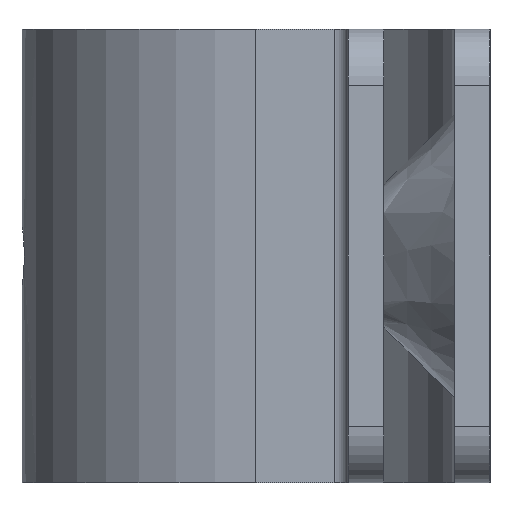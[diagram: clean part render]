
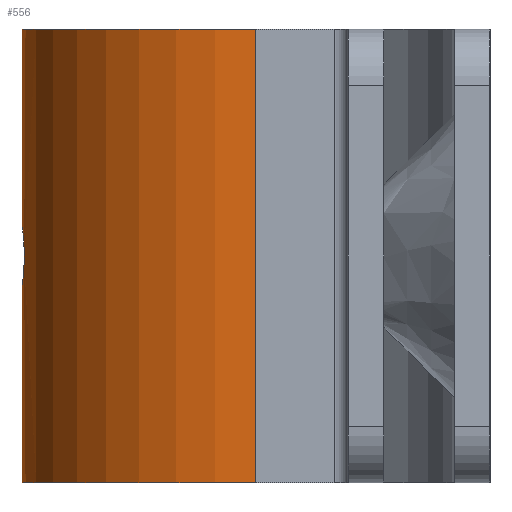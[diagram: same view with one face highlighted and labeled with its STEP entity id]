
A CAD part, left-side view. The second image highlights one B-rep face of the part: STEP entity #556.
In plain terms, the highlighted cylindrical face has radius 16.5 mm (diameter 33 mm), a partial arc.
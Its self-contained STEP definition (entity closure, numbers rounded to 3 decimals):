
#23=FACE_BOUND('',#125,.T.);
#49=CIRCLE('',#599,16.5);
#56=CIRCLE('',#609,16.5);
#89=FACE_OUTER_BOUND('',#124,.T.);
#124=EDGE_LOOP('',(#509,#510,#511,#512));
#125=EDGE_LOOP('',(#513,#514,#515));
#162=LINE('',#1190,#207);
#170=LINE('',#1209,#215);
#207=VECTOR('',#744,10.);
#215=VECTOR('',#774,10.);
#216=B_SPLINE_CURVE_WITH_KNOTS('',3,(#781,#782,#783,#784,#785,#786,#787,
#788,#789,#790),.UNSPECIFIED.,.F.,.F.,(4,2,2,2,4),(0.339,0.424,
0.509,0.594,0.679),.UNSPECIFIED.);
#217=B_SPLINE_CURVE_WITH_KNOTS('',3,(#792,#793,#794,#795,#796,#797,#798,
#799,#800,#801,#802,#803,#804,#805,#806,#807,#808,#809,#810),
 .UNSPECIFIED.,.F.,.F.,(4,2,2,2,3,2,2,2,4),(1.018,1.103,
1.188,1.273,1.358,1.443,1.528,
1.612,1.697),.UNSPECIFIED.);
#218=B_SPLINE_CURVE_WITH_KNOTS('',3,(#811,#812,#813,#814,#815,#816,#817,
#818,#819,#820),.UNSPECIFIED.,.F.,.F.,(4,2,2,2,4),(0.679,0.764,
0.849,0.934,1.018),.UNSPECIFIED.);
#226=VERTEX_POINT('',#779);
#227=VERTEX_POINT('',#780);
#228=VERTEX_POINT('',#791);
#253=VERTEX_POINT('',#1126);
#254=VERTEX_POINT('',#1128);
#272=VERTEX_POINT('',#1170);
#273=VERTEX_POINT('',#1172);
#279=EDGE_CURVE('',#226,#227,#216,.T.);
#280=EDGE_CURVE('',#228,#226,#217,.T.);
#281=EDGE_CURVE('',#227,#228,#218,.T.);
#316=EDGE_CURVE('',#253,#254,#49,.T.);
#338=EDGE_CURVE('',#272,#273,#56,.T.);
#347=EDGE_CURVE('',#272,#254,#162,.T.);
#357=EDGE_CURVE('',#273,#253,#170,.T.);
#509=ORIENTED_EDGE('',*,*,#357,.F.);
#510=ORIENTED_EDGE('',*,*,#338,.F.);
#511=ORIENTED_EDGE('',*,*,#347,.T.);
#512=ORIENTED_EDGE('',*,*,#316,.F.);
#513=ORIENTED_EDGE('',*,*,#279,.T.);
#514=ORIENTED_EDGE('',*,*,#281,.T.);
#515=ORIENTED_EDGE('',*,*,#280,.T.);
#528=CYLINDRICAL_SURFACE('',#627,16.5);
#556=ADVANCED_FACE('',(#89,#23),#528,.T.);
#599=AXIS2_PLACEMENT_3D('',#1129,#690,#691);
#609=AXIS2_PLACEMENT_3D('',#1173,#725,#726);
#627=AXIS2_PLACEMENT_3D('',#1210,#775,#776);
#690=DIRECTION('center_axis',(0.,0.,-1.));
#691=DIRECTION('ref_axis',(0.,1.,0.));
#725=DIRECTION('center_axis',(0.,0.,1.));
#726=DIRECTION('ref_axis',(0.,1.,0.));
#744=DIRECTION('',(0.,0.,-1.));
#774=DIRECTION('',(0.,0.,-1.));
#775=DIRECTION('center_axis',(0.,0.,1.));
#776=DIRECTION('ref_axis',(0.,1.,0.));
#779=CARTESIAN_POINT('',(-16.5,33.,2.25));
#780=CARTESIAN_POINT('',(-18.75,32.846,0.));
#781=CARTESIAN_POINT('Ctrl Pts',(-16.5,33.,2.25));
#782=CARTESIAN_POINT('Ctrl Pts',(-16.783,33.,2.25));
#783=CARTESIAN_POINT('Ctrl Pts',(-17.084,32.992,2.193));
#784=CARTESIAN_POINT('Ctrl Pts',(-17.639,32.963,1.964));
#785=CARTESIAN_POINT('Ctrl Pts',(-17.891,32.942,1.791));
#786=CARTESIAN_POINT('Ctrl Pts',(-18.291,32.904,1.391));
#787=CARTESIAN_POINT('Ctrl Pts',(-18.464,32.883,1.139));
#788=CARTESIAN_POINT('Ctrl Pts',(-18.693,32.854,0.584));
#789=CARTESIAN_POINT('Ctrl Pts',(-18.75,32.846,0.283));
#790=CARTESIAN_POINT('Ctrl Pts',(-18.75,32.846,0.));
#791=CARTESIAN_POINT('',(-16.5,33.,-2.25));
#792=CARTESIAN_POINT('Ctrl Pts',(-16.5,33.,-2.25));
#793=CARTESIAN_POINT('Ctrl Pts',(-16.217,33.,-2.25));
#794=CARTESIAN_POINT('Ctrl Pts',(-15.916,32.992,-2.193));
#795=CARTESIAN_POINT('Ctrl Pts',(-15.361,32.963,-1.964));
#796=CARTESIAN_POINT('Ctrl Pts',(-15.109,32.942,-1.791));
#797=CARTESIAN_POINT('Ctrl Pts',(-14.709,32.904,-1.391));
#798=CARTESIAN_POINT('Ctrl Pts',(-14.536,32.883,-1.139));
#799=CARTESIAN_POINT('Ctrl Pts',(-14.307,32.854,-0.584));
#800=CARTESIAN_POINT('Ctrl Pts',(-14.25,32.846,-0.283));
#801=CARTESIAN_POINT('Ctrl Pts',(-14.25,32.846,0.));
#802=CARTESIAN_POINT('Ctrl Pts',(-14.25,32.846,0.283));
#803=CARTESIAN_POINT('Ctrl Pts',(-14.307,32.854,0.584));
#804=CARTESIAN_POINT('Ctrl Pts',(-14.536,32.883,1.139));
#805=CARTESIAN_POINT('Ctrl Pts',(-14.709,32.904,1.391));
#806=CARTESIAN_POINT('Ctrl Pts',(-15.109,32.942,1.791));
#807=CARTESIAN_POINT('Ctrl Pts',(-15.361,32.963,1.964));
#808=CARTESIAN_POINT('Ctrl Pts',(-15.916,32.992,2.193));
#809=CARTESIAN_POINT('Ctrl Pts',(-16.217,33.,2.25));
#810=CARTESIAN_POINT('Ctrl Pts',(-16.5,33.,2.25));
#811=CARTESIAN_POINT('Ctrl Pts',(-18.75,32.846,0.));
#812=CARTESIAN_POINT('Ctrl Pts',(-18.75,32.846,-0.283));
#813=CARTESIAN_POINT('Ctrl Pts',(-18.693,32.854,-0.584));
#814=CARTESIAN_POINT('Ctrl Pts',(-18.464,32.883,-1.139));
#815=CARTESIAN_POINT('Ctrl Pts',(-18.291,32.904,-1.391));
#816=CARTESIAN_POINT('Ctrl Pts',(-17.891,32.942,-1.791));
#817=CARTESIAN_POINT('Ctrl Pts',(-17.639,32.963,-1.964));
#818=CARTESIAN_POINT('Ctrl Pts',(-17.084,32.992,-2.193));
#819=CARTESIAN_POINT('Ctrl Pts',(-16.783,33.,-2.25));
#820=CARTESIAN_POINT('Ctrl Pts',(-16.5,33.,-2.25));
#1126=CARTESIAN_POINT('',(-33.,16.5,-16.));
#1128=CARTESIAN_POINT('',(-16.5,0.,-16.));
#1129=CARTESIAN_POINT('Origin',(-16.5,16.5,-16.));
#1170=CARTESIAN_POINT('',(-16.5,0.,16.));
#1172=CARTESIAN_POINT('',(-33.,16.5,16.));
#1173=CARTESIAN_POINT('Origin',(-16.5,16.5,16.));
#1190=CARTESIAN_POINT('',(-16.5,0.,0.));
#1209=CARTESIAN_POINT('',(-33.,16.5,0.));
#1210=CARTESIAN_POINT('Origin',(-16.5,16.5,0.));
